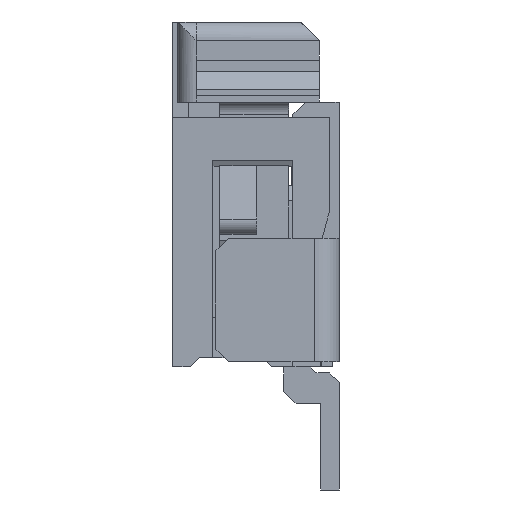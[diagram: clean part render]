
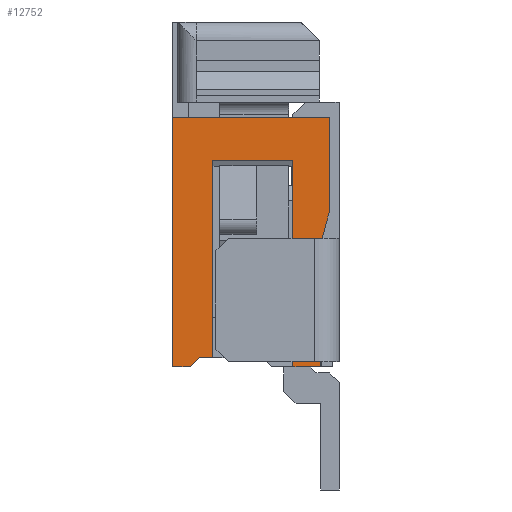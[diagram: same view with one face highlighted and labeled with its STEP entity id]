
A CAD part, left-side view. The second image highlights one B-rep face of the part: STEP entity #12752.
In plain terms, the highlighted planar face has unit normal (-1, 0, 0).
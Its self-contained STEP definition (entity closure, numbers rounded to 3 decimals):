
#1=DIRECTION('',(0.,1.,0.));
#2=VECTOR('',#1,0.22);
#3=CARTESIAN_POINT('',(-12.35,0.7,-2.65));
#4=LINE('',#3,#2);
#5=DIRECTION('',(0.,-0.707,0.707));
#6=VECTOR('',#5,0.212);
#7=CARTESIAN_POINT('',(-12.35,1.07,-2.8));
#8=LINE('',#7,#6);
#9=DIRECTION('',(0.,1.,0.));
#10=VECTOR('',#9,0.28);
#11=CARTESIAN_POINT('',(-12.35,1.07,-2.8));
#12=LINE('',#11,#10);
#13=DIRECTION('',(0.,0.,1.));
#14=VECTOR('',#13,4.05);
#15=CARTESIAN_POINT('',(-12.35,1.35,-2.8));
#16=LINE('',#15,#14);
#17=DIRECTION('',(0.,0.,-1.));
#18=VECTOR('',#17,1.5);
#19=CARTESIAN_POINT('',(-12.35,-1.2,1.25));
#20=LINE('',#19,#18);
#21=DIRECTION('',(0.,-0.263,0.965));
#22=VECTOR('',#21,0.57);
#23=CARTESIAN_POINT('',(-12.35,-1.05,-0.8));
#24=LINE('',#23,#22);
#25=DIRECTION('',(0.,0.,1.));
#26=VECTOR('',#25,2.);
#27=CARTESIAN_POINT('',(-12.35,-1.05,-2.8));
#28=LINE('',#27,#26);
#29=DIRECTION('',(0.,1.,0.));
#30=VECTOR('',#29,0.45);
#31=CARTESIAN_POINT('',(-12.35,-1.05,-2.8));
#32=LINE('',#31,#30);
#33=DIRECTION('',(0.,0.,1.));
#34=VECTOR('',#33,3.35);
#35=CARTESIAN_POINT('',(-12.35,-0.6,-2.8));
#36=LINE('',#35,#34);
#37=DIRECTION('',(0.,1.,0.));
#38=VECTOR('',#37,1.3);
#39=CARTESIAN_POINT('',(-12.35,-0.6,0.55));
#40=LINE('',#39,#38);
#41=DIRECTION('',(0.,0.,1.));
#42=VECTOR('',#41,3.2);
#43=CARTESIAN_POINT('',(-12.35,0.7,-2.65));
#44=LINE('',#43,#42);
#2239=DIRECTION('',(0.,1.,0.));
#2240=VECTOR('',#2239,2.55);
#2241=CARTESIAN_POINT('',(-12.35,-1.2,1.25));
#2242=LINE('',#2241,#2240);
#9611=CARTESIAN_POINT('',(-12.35,1.35,-2.8));
#9613=VERTEX_POINT('',#9611);
#9629=CARTESIAN_POINT('',(-12.35,1.35,1.25));
#9630=VERTEX_POINT('',#9629);
#9817=CARTESIAN_POINT('',(-12.35,-1.05,-2.8));
#9819=VERTEX_POINT('',#9817);
#9845=CARTESIAN_POINT('',(-12.35,-1.2,1.25));
#9847=VERTEX_POINT('',#9845);
#9853=CARTESIAN_POINT('',(-12.35,-1.05,-0.8));
#9854=CARTESIAN_POINT('',(-12.35,-1.2,-0.25));
#9855=VERTEX_POINT('',#9853);
#9856=VERTEX_POINT('',#9854);
#9877=CARTESIAN_POINT('',(-12.35,1.07,-2.8));
#9878=CARTESIAN_POINT('',(-12.35,0.92,-2.65));
#9879=VERTEX_POINT('',#9877);
#9880=VERTEX_POINT('',#9878);
#9885=CARTESIAN_POINT('',(-12.35,0.7,-2.65));
#9886=VERTEX_POINT('',#9885);
#9893=CARTESIAN_POINT('',(-12.35,-0.6,-2.8));
#9894=VERTEX_POINT('',#9893);
#9915=CARTESIAN_POINT('',(-12.35,-0.6,0.55));
#9916=VERTEX_POINT('',#9915);
#9975=CARTESIAN_POINT('',(-12.35,0.7,0.55));
#9976=VERTEX_POINT('',#9975);
#12721=CARTESIAN_POINT('',(-12.35,0.,0.));
#12722=DIRECTION('',(1.,0.,0.));
#12723=DIRECTION('',(0.,0.,-1.));
#12724=AXIS2_PLACEMENT_3D('',#12721,#12722,#12723);
#12725=PLANE('',#12724);
#12727=ORIENTED_EDGE('',*,*,#12726,.T.);
#12729=ORIENTED_EDGE('',*,*,#12728,.F.);
#12731=ORIENTED_EDGE('',*,*,#12730,.T.);
#12733=ORIENTED_EDGE('',*,*,#12732,.T.);
#12735=ORIENTED_EDGE('',*,*,#12734,.F.);
#12737=ORIENTED_EDGE('',*,*,#12736,.T.);
#12739=ORIENTED_EDGE('',*,*,#12738,.F.);
#12741=ORIENTED_EDGE('',*,*,#12740,.F.);
#12743=ORIENTED_EDGE('',*,*,#12742,.T.);
#12745=ORIENTED_EDGE('',*,*,#12744,.T.);
#12747=ORIENTED_EDGE('',*,*,#12746,.T.);
#12749=ORIENTED_EDGE('',*,*,#12748,.F.);
#12750=EDGE_LOOP('',(#12727,#12729,#12731,#12733,#12735,#12737,#12739,#12741,
#12743,#12745,#12747,#12749));
#12751=FACE_OUTER_BOUND('',#12750,.F.);
#12752=ADVANCED_FACE('',(#12751),#12725,.F.);
#12726=EDGE_CURVE('',#9886,#9880,#4,.T.);
#12728=EDGE_CURVE('',#9879,#9880,#8,.T.);
#12730=EDGE_CURVE('',#9879,#9613,#12,.T.);
#12732=EDGE_CURVE('',#9613,#9630,#16,.T.);
#12734=EDGE_CURVE('',#9847,#9630,#2242,.T.);
#12736=EDGE_CURVE('',#9847,#9856,#20,.T.);
#12738=EDGE_CURVE('',#9855,#9856,#24,.T.);
#12740=EDGE_CURVE('',#9819,#9855,#28,.T.);
#12742=EDGE_CURVE('',#9819,#9894,#32,.T.);
#12744=EDGE_CURVE('',#9894,#9916,#36,.T.);
#12746=EDGE_CURVE('',#9916,#9976,#40,.T.);
#12748=EDGE_CURVE('',#9886,#9976,#44,.T.);
